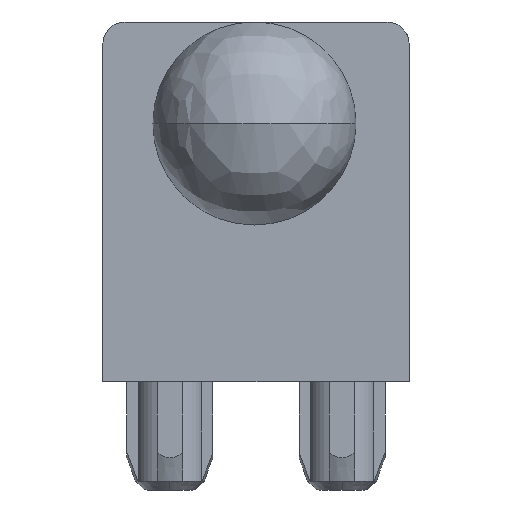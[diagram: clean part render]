
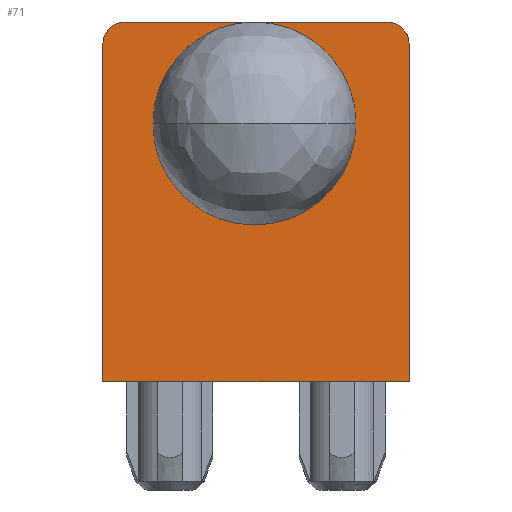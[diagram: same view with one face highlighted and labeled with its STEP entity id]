
A CAD part, front view. The second image highlights one B-rep face of the part: STEP entity #71.
In plain terms, the highlighted planar face has unit normal (0, -1, 0).
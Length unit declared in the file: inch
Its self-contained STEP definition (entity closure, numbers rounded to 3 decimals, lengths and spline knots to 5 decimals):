
#19 = CARTESIAN_POINT ( 'NONE',  ( 0.076, -0.205, 0.209 ) ) ;
#47 = DIRECTION ( 'NONE',  ( 1., 0., 0. ) ) ;
#64 = ORIENTED_EDGE ( 'NONE', *, *, #1440, .F. ) ;
#71 = ADVANCED_FACE ( 'NONE', ( #1852 ), #252, .F. ) ;
#83 = CIRCLE ( 'NONE', #922, 0.013 ) ;
#114 = DIRECTION ( 'NONE',  ( 0., -1., 0. ) ) ;
#184 = CARTESIAN_POINT ( 'NONE',  ( 0., -0.205, 0. ) ) ;
#189 = VERTEX_POINT ( 'NONE', #1762 ) ;
#252 = PLANE ( 'NONE',  #1865 ) ;
#263 = DIRECTION ( 'NONE',  ( -1., 0., 0. ) ) ;
#284 = VECTOR ( 'NONE', #1381, 39.37008 ) ;
#309 = EDGE_CURVE ( 'NONE', #1969, #189, #496, .T. ) ;
#324 = DIRECTION ( 'NONE',  ( 1., 0., 0. ) ) ;
#371 = EDGE_CURVE ( 'NONE', #2051, #518, #1315, .T. ) ;
#402 = DIRECTION ( 'NONE',  ( 0., 1., 0. ) ) ;
#404 = LINE ( 'NONE', #1180, #872 ) ;
#414 = CARTESIAN_POINT ( 'NONE',  ( 0.089, -0.205, 0.098 ) ) ;
#461 = EDGE_CURVE ( 'NONE', #1418, #2051, #83, .T. ) ;
#482 = CARTESIAN_POINT ( 'NONE',  ( 0., -0.205, 0.209 ) ) ;
#492 = EDGE_CURVE ( 'NONE', #1969, #806, #2049, .T. ) ;
#496 = LINE ( 'NONE', #184, #1602 ) ;
#518 = VERTEX_POINT ( 'NONE', #1561 ) ;
#580 = ORIENTED_EDGE ( 'NONE', *, *, #1677, .F. ) ;
#606 = CARTESIAN_POINT ( 'NONE',  ( -0.00091, -0.205, 0.15 ) ) ;
#660 = EDGE_LOOP ( 'NONE', ( #798, #1022, #64, #1357, #1165, #1484, #580, #776, #1850 ) ) ;
#734 = AXIS2_PLACEMENT_3D ( 'NONE', #606, #114, #1099 ) ;
#774 = CARTESIAN_POINT ( 'NONE',  ( -0.00091, -0.205, 0.15 ) ) ;
#776 = ORIENTED_EDGE ( 'NONE', *, *, #309, .F. ) ;
#798 = ORIENTED_EDGE ( 'NONE', *, *, #1722, .T. ) ;
#804 = CIRCLE ( 'NONE', #734, 0.059 ) ;
#806 = VERTEX_POINT ( 'NONE', #812 ) ;
#812 = CARTESIAN_POINT ( 'NONE',  ( 0.089, -0.205, 0.196 ) ) ;
#835 = DIRECTION ( 'NONE',  ( -1., 0., 0. ) ) ;
#872 = VECTOR ( 'NONE', #2014, 39.37008 ) ;
#922 = AXIS2_PLACEMENT_3D ( 'NONE', #1848, #402, #1548 ) ;
#981 = CARTESIAN_POINT ( 'NONE',  ( -0.00091, -0.205, 0.091 ) ) ;
#1008 = CARTESIAN_POINT ( 'NONE',  ( 0.076, -0.205, 0.196 ) ) ;
#1022 = ORIENTED_EDGE ( 'NONE', *, *, #2015, .F. ) ;
#1099 = DIRECTION ( 'NONE',  ( 0., 0., -1. ) ) ;
#1112 = DIRECTION ( 'NONE',  ( 0., 1., 0. ) ) ;
#1121 = CIRCLE ( 'NONE', #1454, 0.059 ) ;
#1137 = LINE ( 'NONE', #482, #2085 ) ;
#1165 = ORIENTED_EDGE ( 'NONE', *, *, #371, .F. ) ;
#1176 = VERTEX_POINT ( 'NONE', #19 ) ;
#1180 = CARTESIAN_POINT ( 'NONE',  ( -0.089, -0.205, 0.098 ) ) ;
#1233 = CARTESIAN_POINT ( 'NONE',  ( -0.076, -0.205, 0.209 ) ) ;
#1274 = CARTESIAN_POINT ( 'NONE',  ( 0.089, -0.205, 0. ) ) ;
#1279 = CARTESIAN_POINT ( 'NONE',  ( 0.089, -0.205, 0. ) ) ;
#1315 = LINE ( 'NONE', #1967, #1634 ) ;
#1351 = DIRECTION ( 'NONE',  ( 0., -1., 0. ) ) ;
#1357 = ORIENTED_EDGE ( 'NONE', *, *, #1363, .F. ) ;
#1363 = EDGE_CURVE ( 'NONE', #518, #1586, #1121, .T. ) ;
#1381 = DIRECTION ( 'NONE',  ( 0., 0., 1. ) ) ;
#1418 = VERTEX_POINT ( 'NONE', #1734 ) ;
#1440 = EDGE_CURVE ( 'NONE', #1586, #518, #804, .T. ) ;
#1454 = AXIS2_PLACEMENT_3D ( 'NONE', #774, #1603, #1579 ) ;
#1484 = ORIENTED_EDGE ( 'NONE', *, *, #461, .F. ) ;
#1548 = DIRECTION ( 'NONE',  ( 0., 0., 1. ) ) ;
#1561 = CARTESIAN_POINT ( 'NONE',  ( -0.00091, -0.205, 0.209 ) ) ;
#1579 = DIRECTION ( 'NONE',  ( 0., 0., -1. ) ) ;
#1586 = VERTEX_POINT ( 'NONE', #981 ) ;
#1596 = CIRCLE ( 'NONE', #1816, 0.013 ) ;
#1602 = VECTOR ( 'NONE', #835, 39.37008 ) ;
#1603 = DIRECTION ( 'NONE',  ( 0., -1., 0. ) ) ;
#1634 = VECTOR ( 'NONE', #47, 39.37008 ) ;
#1663 = DIRECTION ( 'NONE',  ( -1., 0., 0. ) ) ;
#1677 = EDGE_CURVE ( 'NONE', #189, #1418, #404, .T. ) ;
#1722 = EDGE_CURVE ( 'NONE', #806, #1176, #1596, .T. ) ;
#1734 = CARTESIAN_POINT ( 'NONE',  ( -0.089, -0.205, 0.196 ) ) ;
#1762 = CARTESIAN_POINT ( 'NONE',  ( -0.089, -0.205, 0. ) ) ;
#1816 = AXIS2_PLACEMENT_3D ( 'NONE', #1008, #1351, #1663 ) ;
#1848 = CARTESIAN_POINT ( 'NONE',  ( -0.076, -0.205, 0.196 ) ) ;
#1850 = ORIENTED_EDGE ( 'NONE', *, *, #492, .T. ) ;
#1852 = FACE_OUTER_BOUND ( 'NONE', #660, .T. ) ;
#1865 = AXIS2_PLACEMENT_3D ( 'NONE', #1274, #1112, #263 ) ;
#1967 = CARTESIAN_POINT ( 'NONE',  ( 0., -0.205, 0.209 ) ) ;
#1969 = VERTEX_POINT ( 'NONE', #1279 ) ;
#2014 = DIRECTION ( 'NONE',  ( 0., 0., 1. ) ) ;
#2015 = EDGE_CURVE ( 'NONE', #518, #1176, #1137, .T. ) ;
#2049 = LINE ( 'NONE', #414, #284 ) ;
#2051 = VERTEX_POINT ( 'NONE', #1233 ) ;
#2085 = VECTOR ( 'NONE', #324, 39.37008 ) ;
